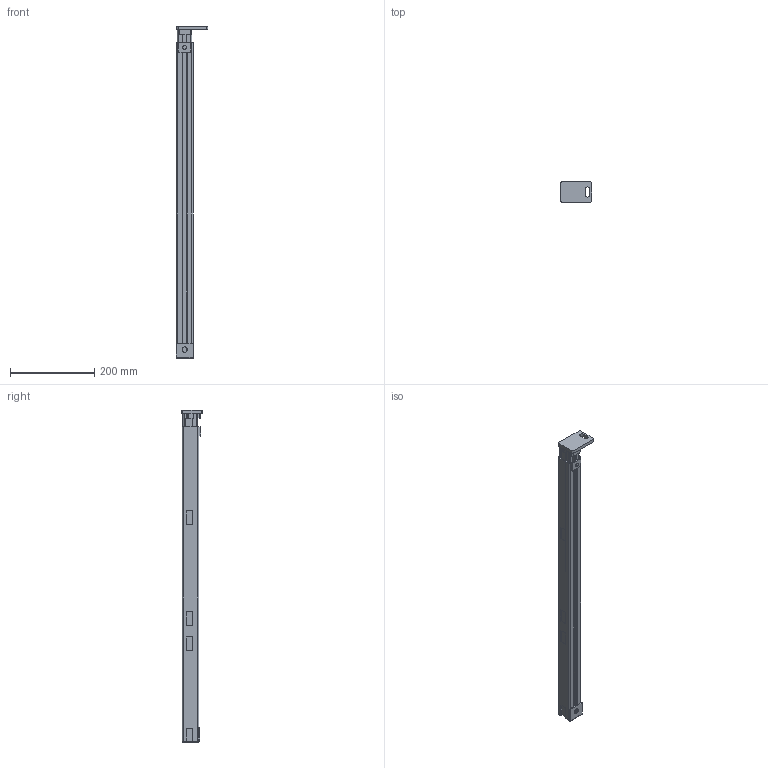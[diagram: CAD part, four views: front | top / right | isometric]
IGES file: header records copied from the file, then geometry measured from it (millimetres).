
Global section: file name: 111825; native system: Autodesk Inventor 2014; preprocessor: unknown; date: 20140826.181504; units: millimetre
Bounding box: 74.5 x 48 x 790 mm (x, y, z)
Volume: 373215.9 mm3; surface area: 406529 mm2
Topology: 5 solids, 5 shells, 159 faces, 438 edges, 292 vertices
Faces by surface type: plane 125, cylinder 23, revolution 11
